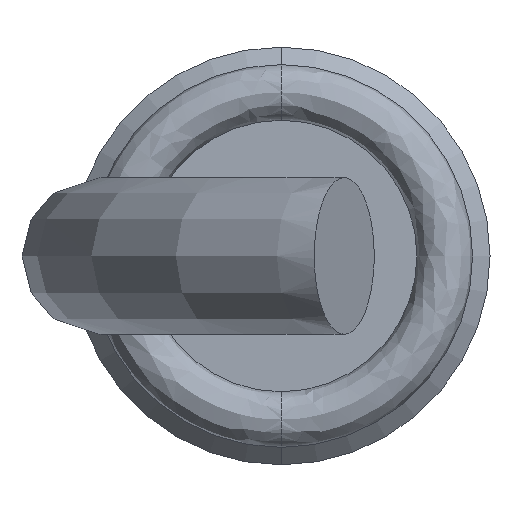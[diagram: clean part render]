
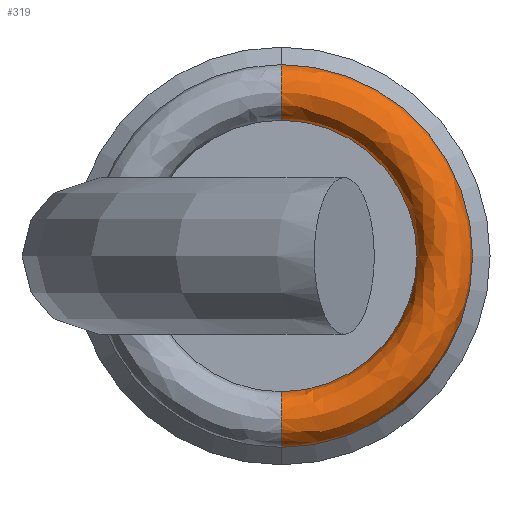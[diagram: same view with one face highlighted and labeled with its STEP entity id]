
A CAD part, left-side view. The second image highlights one B-rep face of the part: STEP entity #319.
In plain terms, the highlighted free-form (B-spline) face has degree [3, 3] with [4, 4] control points.
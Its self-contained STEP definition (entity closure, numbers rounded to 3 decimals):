
#76 = CARTESIAN_POINT ( 'NONE',  ( -2.9, 0., 3.9 ) ) ;
#89 = CIRCLE ( 'NONE', #1070, 5.5 ) ;
#94 = DIRECTION ( 'NONE',  ( 0., 0., -1. ) ) ;
#126 = DIRECTION ( 'NONE',  ( 0., 0., -1. ) ) ;
#144 = CARTESIAN_POINT ( 'NONE',  ( -4.5, 0., -3.9 ) ) ;
#176 =( BOUNDED_SURFACE ( )  B_SPLINE_SURFACE ( 3, 3, ( 
 ( #1851, #1559, #755, #634 ),
 ( #1894, #1404, #314, #937 ),
 ( #948, #479, #601, #144 ),
 ( #909, #455, #1084, #1549 ) ),
 .UNSPECIFIED., .F., .F., .F. ) 
 B_SPLINE_SURFACE_WITH_KNOTS ( ( 4, 4 ),
 ( 4, 4 ),
 ( 0., 1. ),
 ( 0., 1. ),
 .UNSPECIFIED. ) 
 GEOMETRIC_REPRESENTATION_ITEM ( )  RATIONAL_B_SPLINE_SURFACE ( (
 ( 1., 0.333, 0.333, 1.),
 ( 0.333, 0.111, 0.111, 0.333),
 ( 0.333, 0.111, 0.111, 0.333),
 ( 1., 0.333, 0.333, 1.) ) ) 
 REPRESENTATION_ITEM ( '' )  SURFACE ( )  );
#191 = ORIENTED_EDGE ( 'NONE', *, *, #1009, .T. ) ;
#239 = CIRCLE ( 'NONE', #1352, 3.9 ) ;
#283 = CIRCLE ( 'NONE', #1438, 0.8 ) ;
#292 = DIRECTION ( 'NONE',  ( 0., 1., 0. ) ) ;
#314 = CARTESIAN_POINT ( 'NONE',  ( -4.5, -11., -5.5 ) ) ;
#319 = ADVANCED_FACE ( 'NONE', ( #1870 ), #176, .T. ) ;
#455 = CARTESIAN_POINT ( 'NONE',  ( -2.9, -7.8, 3.9 ) ) ;
#465 = CARTESIAN_POINT ( 'NONE',  ( -2.9, 0., 4.7 ) ) ;
#479 = CARTESIAN_POINT ( 'NONE',  ( -4.5, -7.8, 3.9 ) ) ;
#486 = DIRECTION ( 'NONE',  ( 0., 0., 1. ) ) ;
#490 = VERTEX_POINT ( 'NONE', #955 ) ;
#601 = CARTESIAN_POINT ( 'NONE',  ( -4.5, -7.8, -3.9 ) ) ;
#634 = CARTESIAN_POINT ( 'NONE',  ( -2.9, 0., -5.5 ) ) ;
#667 = VERTEX_POINT ( 'NONE', #76 ) ;
#739 = DIRECTION ( 'NONE',  ( 1., 0., 0. ) ) ;
#755 = CARTESIAN_POINT ( 'NONE',  ( -2.9, -11., -5.5 ) ) ;
#771 = CARTESIAN_POINT ( 'NONE',  ( -2.9, 0., 0. ) ) ;
#830 = VERTEX_POINT ( 'NONE', #1028 ) ;
#909 = CARTESIAN_POINT ( 'NONE',  ( -2.9, 0., 3.9 ) ) ;
#916 = DIRECTION ( 'NONE',  ( 0., 0., -1. ) ) ;
#937 = CARTESIAN_POINT ( 'NONE',  ( -4.5, 0., -5.5 ) ) ;
#948 = CARTESIAN_POINT ( 'NONE',  ( -4.5, 0., 3.9 ) ) ;
#955 = CARTESIAN_POINT ( 'NONE',  ( -2.9, 0., 5.5 ) ) ;
#1009 = EDGE_CURVE ( 'NONE', #667, #1784, #239, .T. ) ;
#1028 = CARTESIAN_POINT ( 'NONE',  ( -2.9, 0., -5.5 ) ) ;
#1070 = AXIS2_PLACEMENT_3D ( 'NONE', #771, #1536, #126 ) ;
#1073 = CARTESIAN_POINT ( 'NONE',  ( -2.9, 0., -4.7 ) ) ;
#1084 = CARTESIAN_POINT ( 'NONE',  ( -2.9, -7.8, -3.9 ) ) ;
#1092 = EDGE_LOOP ( 'NONE', ( #1231, #2013, #191, #1377 ) ) ;
#1136 = DIRECTION ( 'NONE',  ( 0., -1., 0. ) ) ;
#1231 = ORIENTED_EDGE ( 'NONE', *, *, #1892, .T. ) ;
#1352 = AXIS2_PLACEMENT_3D ( 'NONE', #2015, #739, #94 ) ;
#1377 = ORIENTED_EDGE ( 'NONE', *, *, #1931, .F. ) ;
#1404 = CARTESIAN_POINT ( 'NONE',  ( -4.5, -11., 5.5 ) ) ;
#1438 = AXIS2_PLACEMENT_3D ( 'NONE', #1073, #292, #916 ) ;
#1536 = DIRECTION ( 'NONE',  ( -1., 0., 0. ) ) ;
#1549 = CARTESIAN_POINT ( 'NONE',  ( -2.9, 0., -3.9 ) ) ;
#1559 = CARTESIAN_POINT ( 'NONE',  ( -2.9, -11., 5.5 ) ) ;
#1730 = CARTESIAN_POINT ( 'NONE',  ( -2.9, 0., -3.9 ) ) ;
#1784 = VERTEX_POINT ( 'NONE', #1730 ) ;
#1806 = AXIS2_PLACEMENT_3D ( 'NONE', #465, #1136, #486 ) ;
#1851 = CARTESIAN_POINT ( 'NONE',  ( -2.9, 0., 5.5 ) ) ;
#1870 = FACE_OUTER_BOUND ( 'NONE', #1092, .T. ) ;
#1892 = EDGE_CURVE ( 'NONE', #830, #490, #89, .T. ) ;
#1894 = CARTESIAN_POINT ( 'NONE',  ( -4.5, 0., 5.5 ) ) ;
#1900 = CIRCLE ( 'NONE', #1806, 0.8 ) ;
#1931 = EDGE_CURVE ( 'NONE', #830, #1784, #283, .T. ) ;
#1949 = EDGE_CURVE ( 'NONE', #490, #667, #1900, .T. ) ;
#2013 = ORIENTED_EDGE ( 'NONE', *, *, #1949, .T. ) ;
#2015 = CARTESIAN_POINT ( 'NONE',  ( -2.9, 0., 0. ) ) ;
